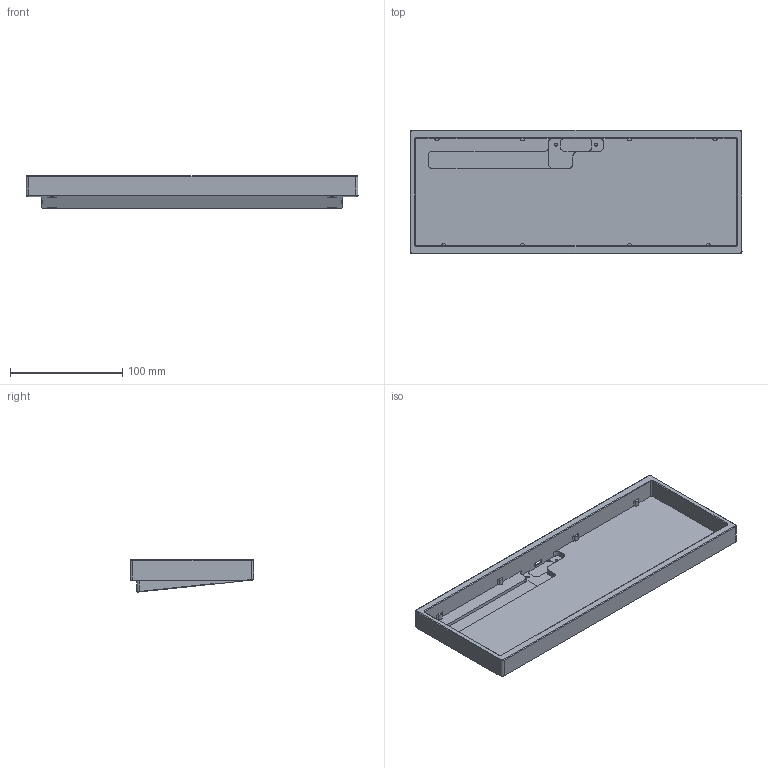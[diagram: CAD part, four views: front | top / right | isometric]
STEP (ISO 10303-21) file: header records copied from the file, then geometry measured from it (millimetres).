
FILE_DESCRIPTION(/* description */ ('Alibre Inc.'),/* implementation_level */ '2;1');
FILE_NAME(/* name */ 'export-C2A7B364-D3C1-4DC6-A715-49EDB5149D52',/* time_stamp */ '2020-11-03T21:34:23-05:00',/* author */ (''),/* organization */ (''),/* preprocessor_version */ 'ST-DEVELOPER v17',/* originating_system */ 'Alibre',/* authorisation */ '');
FILE_SCHEMA (('CONFIG_CONTROL_DESIGN'));
Length unit declared in the file: millimetre
Products named in the file (1): Case
Bounding box: 295.7 x 110.2 x 28.76 mm (x, y, z)
Volume: 256423.2 mm3; surface area: 97610.1 mm2
Topology: 1 solids, 1 shells, 153 faces, 402 edges, 256 vertices
Faces by surface type: plane 69, cylinder 64, cone 16, bspline 4
Full cylindrical faces by diameter (mm): 2.5 x2, 8.3 x4
Entity records: 4709 total; most frequent: CARTESIAN_POINT 913, ORIENTED_EDGE 788, DIRECTION 732, EDGE_CURVE 394, AXIS2_PLACEMENT_3D 285, VERTEX_POINT 254, VECTOR 230, LINE 230
